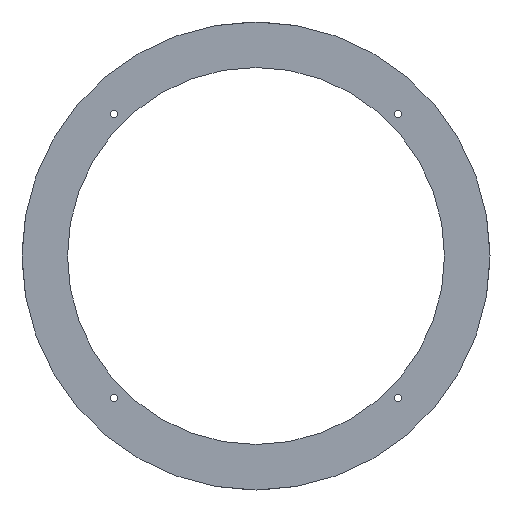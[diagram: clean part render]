
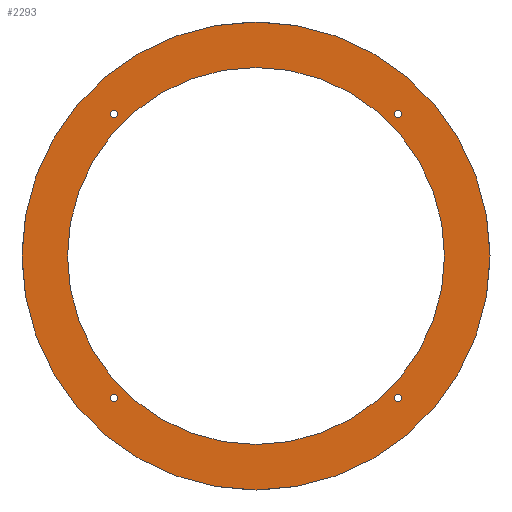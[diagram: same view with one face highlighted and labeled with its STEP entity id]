
A CAD part, front view. The second image highlights one B-rep face of the part: STEP entity #2293.
In plain terms, the highlighted planar face has unit normal (0, -1, 0).
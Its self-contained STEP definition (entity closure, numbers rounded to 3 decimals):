
#5 = AXIS2_PLACEMENT_3D ( 'NONE', #1684, #694, #1940 ) ;
#29 = EDGE_CURVE ( 'NONE', #513, #518, #2497, .T. ) ;
#73 = ORIENTED_EDGE ( 'NONE', *, *, #1840, .T. ) ;
#89 = CARTESIAN_POINT ( 'NONE',  ( 64.347, 0., -62.747 ) ) ;
#143 = VERTEX_POINT ( 'NONE', #2703 ) ;
#150 = CARTESIAN_POINT ( 'NONE',  ( -64.347, 0., -62.747 ) ) ;
#161 = FACE_BOUND ( 'NONE', #715, .T. ) ;
#191 = DIRECTION ( 'NONE',  ( 0., 0., 1. ) ) ;
#197 = DIRECTION ( 'NONE',  ( 0., 1., 0. ) ) ;
#199 = CARTESIAN_POINT ( 'NONE',  ( 0., 0., 0. ) ) ;
#205 = FACE_OUTER_BOUND ( 'NONE', #570, .T. ) ;
#229 = ORIENTED_EDGE ( 'NONE', *, *, #3121, .T. ) ;
#267 = CARTESIAN_POINT ( 'NONE',  ( 0., 0., 106. ) ) ;
#278 = VERTEX_POINT ( 'NONE', #2723 ) ;
#285 = CIRCLE ( 'NONE', #3017, 1.6 ) ;
#322 = AXIS2_PLACEMENT_3D ( 'NONE', #741, #1925, #725 ) ;
#368 = DIRECTION ( 'NONE',  ( 0., 1., 0. ) ) ;
#400 = AXIS2_PLACEMENT_3D ( 'NONE', #2252, #1513, #2961 ) ;
#431 = VERTEX_POINT ( 'NONE', #1668 ) ;
#513 = VERTEX_POINT ( 'NONE', #722 ) ;
#518 = VERTEX_POINT ( 'NONE', #991 ) ;
#570 = EDGE_LOOP ( 'NONE', ( #1120, #947 ) ) ;
#595 = ORIENTED_EDGE ( 'NONE', *, *, #717, .T. ) ;
#624 = EDGE_CURVE ( 'NONE', #1250, #1892, #1247, .T. ) ;
#631 = CARTESIAN_POINT ( 'NONE',  ( 0., 0., 0. ) ) ;
#636 = CIRCLE ( 'NONE', #1142, 1.6 ) ;
#644 = DIRECTION ( 'NONE',  ( 0., 0., 1. ) ) ;
#694 = DIRECTION ( 'NONE',  ( 0., 1., 0. ) ) ;
#714 = EDGE_CURVE ( 'NONE', #278, #2432, #285, .T. ) ;
#715 = EDGE_LOOP ( 'NONE', ( #1653, #2339 ) ) ;
#717 = EDGE_CURVE ( 'NONE', #2435, #1025, #803, .T. ) ;
#718 = CARTESIAN_POINT ( 'NONE',  ( -64.347, 0., 65.947 ) ) ;
#722 = CARTESIAN_POINT ( 'NONE',  ( 0., 0., -85.4 ) ) ;
#725 = DIRECTION ( 'NONE',  ( 0., 0., 1. ) ) ;
#741 = CARTESIAN_POINT ( 'NONE',  ( 64.347, 0., 64.347 ) ) ;
#803 = CIRCLE ( 'NONE', #2064, 1.6 ) ;
#822 = CARTESIAN_POINT ( 'NONE',  ( -64.347, 0., -64.347 ) ) ;
#871 = FACE_BOUND ( 'NONE', #901, .T. ) ;
#894 = AXIS2_PLACEMENT_3D ( 'NONE', #1803, #3027, #2050 ) ;
#901 = EDGE_LOOP ( 'NONE', ( #229, #2192 ) ) ;
#947 = ORIENTED_EDGE ( 'NONE', *, *, #2883, .F. ) ;
#991 = CARTESIAN_POINT ( 'NONE',  ( 0., 0., 85.4 ) ) ;
#1012 = CIRCLE ( 'NONE', #2516, 1.6 ) ;
#1025 = VERTEX_POINT ( 'NONE', #89 ) ;
#1098 = CIRCLE ( 'NONE', #894, 85.4 ) ;
#1120 = ORIENTED_EDGE ( 'NONE', *, *, #2602, .F. ) ;
#1121 = DIRECTION ( 'NONE',  ( 0., 1., 0. ) ) ;
#1136 = DIRECTION ( 'NONE',  ( 0., 0., 1. ) ) ;
#1142 = AXIS2_PLACEMENT_3D ( 'NONE', #2994, #2472, #1545 ) ;
#1194 = DIRECTION ( 'NONE',  ( 0., 1., 0. ) ) ;
#1247 = CIRCLE ( 'NONE', #1448, 1.6 ) ;
#1250 = VERTEX_POINT ( 'NONE', #1658 ) ;
#1253 = CIRCLE ( 'NONE', #400, 1.6 ) ;
#1381 = CARTESIAN_POINT ( 'NONE',  ( -64.347, 0., 64.347 ) ) ;
#1395 = FACE_BOUND ( 'NONE', #2300, .T. ) ;
#1438 = EDGE_CURVE ( 'NONE', #1892, #1250, #2412, .T. ) ;
#1448 = AXIS2_PLACEMENT_3D ( 'NONE', #822, #368, #2749 ) ;
#1472 = ORIENTED_EDGE ( 'NONE', *, *, #624, .T. ) ;
#1485 = EDGE_LOOP ( 'NONE', ( #2311, #1472 ) ) ;
#1513 = DIRECTION ( 'NONE',  ( 0., 1., 0. ) ) ;
#1545 = DIRECTION ( 'NONE',  ( 0., 0., 1. ) ) ;
#1550 = AXIS2_PLACEMENT_3D ( 'NONE', #631, #1586, #1136 ) ;
#1586 = DIRECTION ( 'NONE',  ( 0., 1., 0. ) ) ;
#1653 = ORIENTED_EDGE ( 'NONE', *, *, #2924, .T. ) ;
#1654 = DIRECTION ( 'NONE',  ( 0., 0., 1. ) ) ;
#1658 = CARTESIAN_POINT ( 'NONE',  ( -64.347, 0., -65.947 ) ) ;
#1668 = CARTESIAN_POINT ( 'NONE',  ( 0., 0., -106. ) ) ;
#1676 = ORIENTED_EDGE ( 'NONE', *, *, #1768, .T. ) ;
#1680 = CARTESIAN_POINT ( 'NONE',  ( 0., 0., 0. ) ) ;
#1684 = CARTESIAN_POINT ( 'NONE',  ( 0., 0., 0. ) ) ;
#1694 = DIRECTION ( 'NONE',  ( 0., 0., 1. ) ) ;
#1735 = ORIENTED_EDGE ( 'NONE', *, *, #714, .T. ) ;
#1768 = EDGE_CURVE ( 'NONE', #2432, #278, #1253, .T. ) ;
#1777 = DIRECTION ( 'NONE',  ( 0., 0., 1. ) ) ;
#1792 = DIRECTION ( 'NONE',  ( 0., 1., 0. ) ) ;
#1797 = CIRCLE ( 'NONE', #322, 1.6 ) ;
#1803 = CARTESIAN_POINT ( 'NONE',  ( 0., 0., 0. ) ) ;
#1840 = EDGE_CURVE ( 'NONE', #1025, #2435, #1012, .T. ) ;
#1892 = VERTEX_POINT ( 'NONE', #150 ) ;
#1893 = AXIS2_PLACEMENT_3D ( 'NONE', #1680, #2634, #2166 ) ;
#1925 = DIRECTION ( 'NONE',  ( 0., 1., 0. ) ) ;
#1940 = DIRECTION ( 'NONE',  ( 0., 0., 1. ) ) ;
#2050 = DIRECTION ( 'NONE',  ( 0., 0., 1. ) ) ;
#2064 = AXIS2_PLACEMENT_3D ( 'NONE', #2370, #2090, #191 ) ;
#2090 = DIRECTION ( 'NONE',  ( 0., 1., 0. ) ) ;
#2112 = AXIS2_PLACEMENT_3D ( 'NONE', #2474, #1792, #1777 ) ;
#2166 = DIRECTION ( 'NONE',  ( 0., 0., 1. ) ) ;
#2192 = ORIENTED_EDGE ( 'NONE', *, *, #29, .T. ) ;
#2252 = CARTESIAN_POINT ( 'NONE',  ( -64.347, 0., 64.347 ) ) ;
#2293 = ADVANCED_FACE ( 'NONE', ( #2566, #161, #1395, #2356, #871, #205 ), #2783, .F. ) ;
#2294 = CIRCLE ( 'NONE', #5, 106. ) ;
#2300 = EDGE_LOOP ( 'NONE', ( #73, #595 ) ) ;
#2303 = AXIS2_PLACEMENT_3D ( 'NONE', #199, #1194, #1654 ) ;
#2311 = ORIENTED_EDGE ( 'NONE', *, *, #1438, .T. ) ;
#2320 = CARTESIAN_POINT ( 'NONE',  ( 64.347, 0., -64.347 ) ) ;
#2339 = ORIENTED_EDGE ( 'NONE', *, *, #2528, .T. ) ;
#2341 = CIRCLE ( 'NONE', #1893, 106. ) ;
#2356 = FACE_BOUND ( 'NONE', #1485, .T. ) ;
#2362 = EDGE_LOOP ( 'NONE', ( #1676, #1735 ) ) ;
#2370 = CARTESIAN_POINT ( 'NONE',  ( 64.347, 0., -64.347 ) ) ;
#2412 = CIRCLE ( 'NONE', #2112, 1.6 ) ;
#2432 = VERTEX_POINT ( 'NONE', #718 ) ;
#2435 = VERTEX_POINT ( 'NONE', #2631 ) ;
#2472 = DIRECTION ( 'NONE',  ( 0., 1., 0. ) ) ;
#2474 = CARTESIAN_POINT ( 'NONE',  ( -64.347, 0., -64.347 ) ) ;
#2497 = CIRCLE ( 'NONE', #2303, 85.4 ) ;
#2516 = AXIS2_PLACEMENT_3D ( 'NONE', #2320, #197, #1694 ) ;
#2528 = EDGE_CURVE ( 'NONE', #2888, #143, #636, .T. ) ;
#2566 = FACE_BOUND ( 'NONE', #2362, .T. ) ;
#2602 = EDGE_CURVE ( 'NONE', #431, #2606, #2341, .T. ) ;
#2606 = VERTEX_POINT ( 'NONE', #267 ) ;
#2615 = CARTESIAN_POINT ( 'NONE',  ( 64.347, 0., 62.747 ) ) ;
#2631 = CARTESIAN_POINT ( 'NONE',  ( 64.347, 0., -65.947 ) ) ;
#2634 = DIRECTION ( 'NONE',  ( 0., 1., 0. ) ) ;
#2703 = CARTESIAN_POINT ( 'NONE',  ( 64.347, 0., 65.947 ) ) ;
#2723 = CARTESIAN_POINT ( 'NONE',  ( -64.347, 0., 62.747 ) ) ;
#2749 = DIRECTION ( 'NONE',  ( 0., 0., 1. ) ) ;
#2783 = PLANE ( 'NONE',  #1550 ) ;
#2883 = EDGE_CURVE ( 'NONE', #2606, #431, #2294, .T. ) ;
#2888 = VERTEX_POINT ( 'NONE', #2615 ) ;
#2924 = EDGE_CURVE ( 'NONE', #143, #2888, #1797, .T. ) ;
#2961 = DIRECTION ( 'NONE',  ( 0., 0., 1. ) ) ;
#2994 = CARTESIAN_POINT ( 'NONE',  ( 64.347, 0., 64.347 ) ) ;
#3017 = AXIS2_PLACEMENT_3D ( 'NONE', #1381, #1121, #644 ) ;
#3027 = DIRECTION ( 'NONE',  ( 0., 1., 0. ) ) ;
#3121 = EDGE_CURVE ( 'NONE', #518, #513, #1098, .T. ) ;
